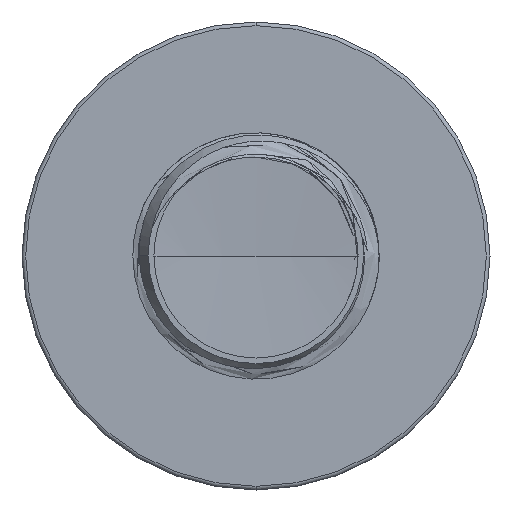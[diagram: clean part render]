
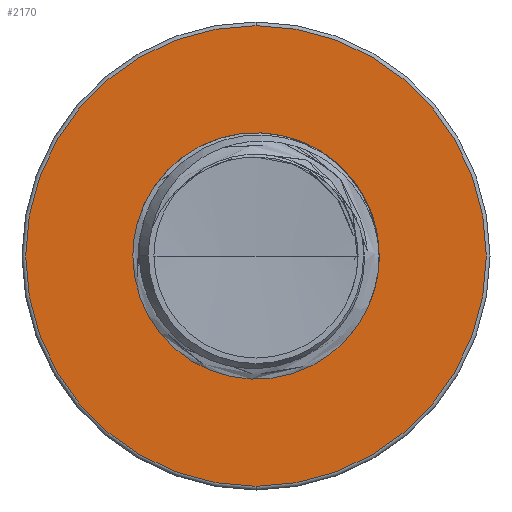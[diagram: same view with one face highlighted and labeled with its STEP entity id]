
A CAD part, front view. The second image highlights one B-rep face of the part: STEP entity #2170.
In plain terms, the highlighted planar face has unit normal (0, -1, 0).
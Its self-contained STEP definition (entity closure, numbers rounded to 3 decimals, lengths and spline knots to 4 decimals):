
#299 = DIRECTION ( 'NONE',  ( 0., 0., -1. ) ) ;
#987 = AXIS2_PLACEMENT_3D ( 'NONE', #7529, #7488, #7474 ) ;
#1721 = AXIS2_PLACEMENT_3D ( 'NONE', #39014, #20331, #299 ) ;
#1731 = CARTESIAN_POINT ( 'NONE',  ( 0., 17.5, -2.4379 ) ) ;
#2170 = ADVANCED_FACE ( 'NONE', ( #40751, #34680 ), #26861, .T. ) ;
#7474 = DIRECTION ( 'NONE',  ( 0., 0., -1. ) ) ;
#7488 = DIRECTION ( 'NONE',  ( 0., -1., 0. ) ) ;
#7529 = CARTESIAN_POINT ( 'NONE',  ( 0., 17.5, 0. ) ) ;
#7914 = EDGE_CURVE ( 'NONE', #31898, #36717, #20205, .T. ) ;
#9195 = CARTESIAN_POINT ( 'NONE',  ( 0., 17.5, 0. ) ) ;
#10870 = EDGE_LOOP ( 'NONE', ( #26347, #34791 ) ) ;
#11377 = CARTESIAN_POINT ( 'NONE',  ( 0., 17.5, 2.4379 ) ) ;
#12563 = DIRECTION ( 'NONE',  ( 0., 0., -1. ) ) ;
#13382 = VERTEX_POINT ( 'NONE', #11377 ) ;
#14355 = DIRECTION ( 'NONE',  ( 0., -1., 0. ) ) ;
#17208 = ORIENTED_EDGE ( 'NONE', *, *, #7914, .T. ) ;
#20046 = AXIS2_PLACEMENT_3D ( 'NONE', #34304, #14355, #37123 ) ;
#20205 = CIRCLE ( 'NONE', #987, 4.675 ) ;
#20306 = AXIS2_PLACEMENT_3D ( 'NONE', #27001, #26769, #26714 ) ;
#20331 = DIRECTION ( 'NONE',  ( 0., -1., 0. ) ) ;
#20496 = CIRCLE ( 'NONE', #20046, 2.4379 ) ;
#23350 = CARTESIAN_POINT ( 'NONE',  ( 0., 17.5, -4.675 ) ) ;
#25863 = CIRCLE ( 'NONE', #1721, 4.675 ) ;
#26347 = ORIENTED_EDGE ( 'NONE', *, *, #38454, .F. ) ;
#26714 = DIRECTION ( 'NONE',  ( 0., 0., -1. ) ) ;
#26769 = DIRECTION ( 'NONE',  ( 0., -1., 0. ) ) ;
#26861 = PLANE ( 'NONE',  #20306 ) ;
#27001 = CARTESIAN_POINT ( 'NONE',  ( 0., 17.5, 2.4379 ) ) ;
#31898 = VERTEX_POINT ( 'NONE', #33540 ) ;
#32563 = VERTEX_POINT ( 'NONE', #1731 ) ;
#32686 = DIRECTION ( 'NONE',  ( 0., -1., 0. ) ) ;
#33540 = CARTESIAN_POINT ( 'NONE',  ( 0., 17.5, 4.675 ) ) ;
#34304 = CARTESIAN_POINT ( 'NONE',  ( 0., 17.5, 0. ) ) ;
#34680 = FACE_BOUND ( 'NONE', #10870, .T. ) ;
#34791 = ORIENTED_EDGE ( 'NONE', *, *, #37289, .F. ) ;
#35330 = EDGE_LOOP ( 'NONE', ( #40860, #17208 ) ) ;
#36538 = AXIS2_PLACEMENT_3D ( 'NONE', #9195, #32686, #12563 ) ;
#36717 = VERTEX_POINT ( 'NONE', #23350 ) ;
#37123 = DIRECTION ( 'NONE',  ( 0., 0., -1. ) ) ;
#37289 = EDGE_CURVE ( 'NONE', #13382, #32563, #20496, .T. ) ;
#38454 = EDGE_CURVE ( 'NONE', #32563, #13382, #40181, .T. ) ;
#39014 = CARTESIAN_POINT ( 'NONE',  ( 0., 17.5, 0. ) ) ;
#40181 = CIRCLE ( 'NONE', #36538, 2.4379 ) ;
#40411 = EDGE_CURVE ( 'NONE', #36717, #31898, #25863, .T. ) ;
#40751 = FACE_OUTER_BOUND ( 'NONE', #35330, .T. ) ;
#40860 = ORIENTED_EDGE ( 'NONE', *, *, #40411, .T. ) ;
